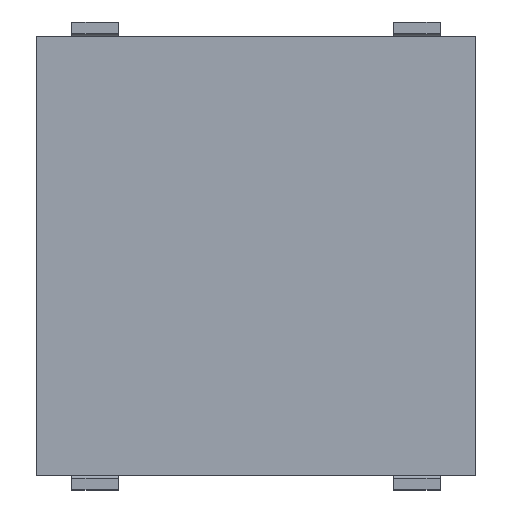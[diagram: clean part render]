
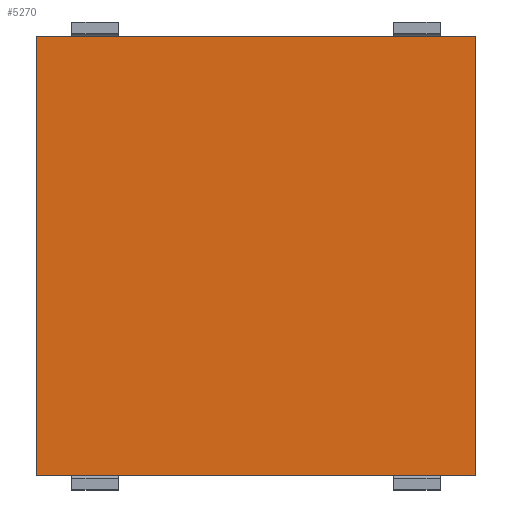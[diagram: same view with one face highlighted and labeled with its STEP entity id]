
A CAD part, top view. The second image highlights one B-rep face of the part: STEP entity #5270.
In plain terms, the highlighted planar face has unit normal (0, 0, 1).
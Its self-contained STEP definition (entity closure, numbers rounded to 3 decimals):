
#285=PLANE('',#5774);
#572=FACE_OUTER_BOUND('',#876,.T.);
#876=EDGE_LOOP('',(#4684,#4685,#4686,#4687));
#1230=LINE('',#9296,#1688);
#1330=LINE('',#9713,#1788);
#1332=LINE('',#9717,#1790);
#1334=LINE('',#9720,#1792);
#1688=VECTOR('',#6938,7.5);
#1788=VECTOR('',#7228,7.5);
#1790=VECTOR('',#7232,7.5);
#1792=VECTOR('',#7236,7.5);
#2392=VERTEX_POINT('',#9293);
#2393=VERTEX_POINT('',#9295);
#2475=VERTEX_POINT('',#9712);
#2476=VERTEX_POINT('',#9716);
#3068=EDGE_CURVE('',#2392,#2393,#1230,.T.);
#3209=EDGE_CURVE('',#2393,#2475,#1330,.T.);
#3211=EDGE_CURVE('',#2475,#2476,#1332,.T.);
#3213=EDGE_CURVE('',#2476,#2392,#1334,.T.);
#4684=ORIENTED_EDGE('',*,*,#3068,.F.);
#4685=ORIENTED_EDGE('',*,*,#3213,.F.);
#4686=ORIENTED_EDGE('',*,*,#3211,.F.);
#4687=ORIENTED_EDGE('',*,*,#3209,.F.);
#5270=ADVANCED_FACE('',(#572),#285,.T.);
#5774=AXIS2_PLACEMENT_3D('',#9721,#7237,#7238);
#6938=DIRECTION('',(0.,-1.,0.));
#7228=DIRECTION('',(-1.,0.,0.));
#7232=DIRECTION('',(0.,1.,0.));
#7236=DIRECTION('',(1.,0.,0.));
#7237=DIRECTION('center_axis',(0.,0.,1.));
#7238=DIRECTION('ref_axis',(1.,0.,0.));
#9293=CARTESIAN_POINT('',(3.75,3.75,2.));
#9295=CARTESIAN_POINT('',(3.75,-3.75,2.));
#9296=CARTESIAN_POINT('',(3.75,3.75,2.));
#9712=CARTESIAN_POINT('',(-3.75,-3.75,2.));
#9713=CARTESIAN_POINT('',(3.75,-3.75,2.));
#9716=CARTESIAN_POINT('',(-3.75,3.75,2.));
#9717=CARTESIAN_POINT('',(-3.75,-3.75,2.));
#9720=CARTESIAN_POINT('',(-3.75,3.75,2.));
#9721=CARTESIAN_POINT('Origin',(0.,0.,2.));
